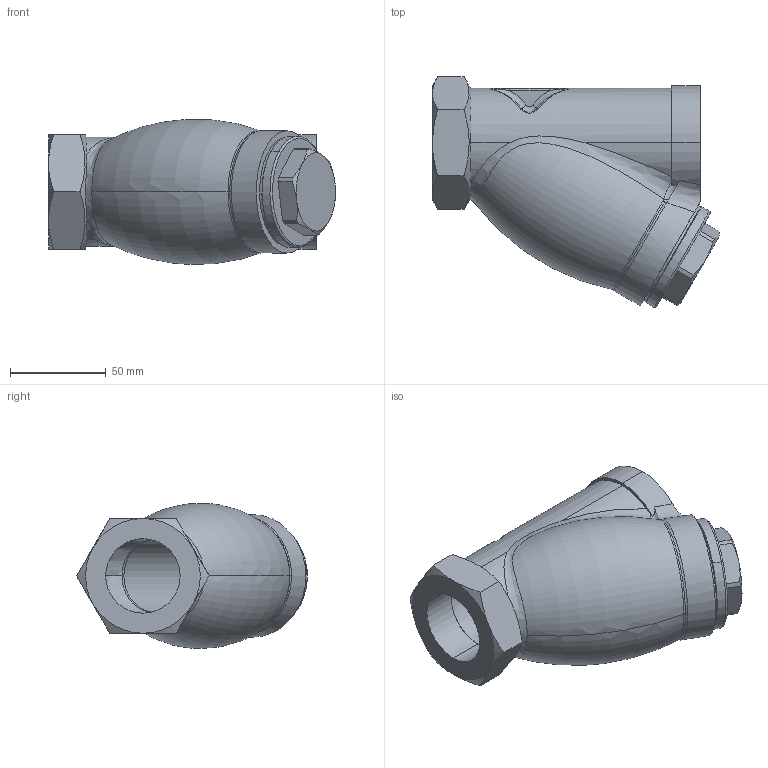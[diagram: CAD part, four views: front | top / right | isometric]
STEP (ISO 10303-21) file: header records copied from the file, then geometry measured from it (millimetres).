
FILE_DESCRIPTION (( 'STEP AP214' ), '1' );
FILE_NAME ('823_DN32_PN16.STEP', '2009-12-07T21:01:11', ( 'wn' ), ( 'Home' ), 'SwSTEP 2.0', 'SolidWorks 2009', '' );
FILE_SCHEMA (( 'AUTOMOTIVE_DESIGN' ));
Length unit declared in the file: millimetre
Products named in the file (1): 823_DN32_PN16
Bounding box: 149.98 x 120.6 x 75.78 mm (x, y, z)
Volume: 291255.5 mm3; surface area: 110631.7 mm2
Topology: 4 solids, 4 shells, 167 faces, 380 edges, 230 vertices
Faces by surface type: cylinder 53, plane 34, bspline 30, torus 27, cone 23
Entity records: 16227 total; most frequent: CARTESIAN_POINT 10750, ORIENTED_EDGE 756, DIRECTION 718, EDGE_CURVE 378, AXIS2_PLACEMENT_3D 320, VERTEX_POINT 230, EDGE_LOOP 186, CIRCLE 182
